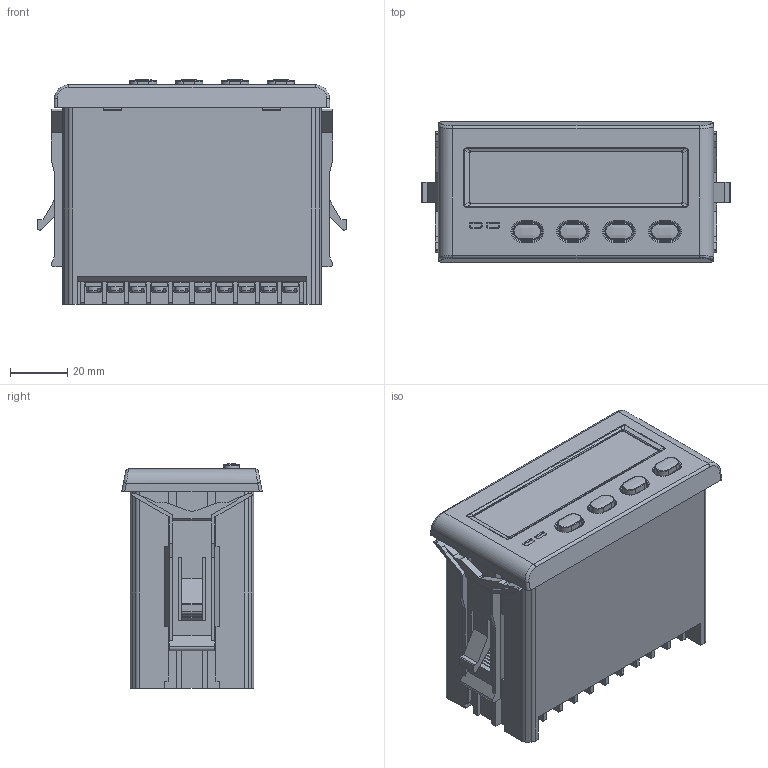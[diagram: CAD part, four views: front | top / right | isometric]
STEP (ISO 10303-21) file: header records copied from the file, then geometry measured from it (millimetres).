
FILE_DESCRIPTION (( 'STEP AP214' ), '1' );
FILE_NAME ('PA194I-5K1.STEP', '2019-02-22T02:10:20', ( 'User' ), ( 'china' ), 'SwSTEP 2.0', 'SolidWorks 2009', '' );
FILE_SCHEMA (( 'AUTOMOTIVE_DESIGN' ));
Length unit declared in the file: millimetre
Products named in the file (17): 3倰偌聽_Default; 5X1G前衬-BB_Default; 5X1G芵隴啣-CC; 5X1G珆尨啣-BB; 杅鎢奪(珨弇); 杅鎢奪; 5X1G狟啣_Default; 5X1G褲极; 5X1G奻啣_Default; 5X1G假蚾殤-B; 10郋諉盄翐; 蹟隊; 俔褐-殏俔_3ㄞ4郋; 螺钉-全螺纹_3; 揤え_3ㄞ4郋; PA194I-5K1
Assembly tree (28 placements, depth 4):
  PA194I-5K1
    5X1G褲极
    10郋諉盄翐
    5X1G狟啣_Default
    杅鎢奪
    杅鎢奪(珨弇)
    5X1G假蚾殤-B  x2
    10郋諉盄翐  x2
      蹟隊
        揤え_3ㄞ4郋
        螺钉-全螺纹_3
        俔褐-殏俔_3ㄞ4郋
      10郋諉盄翐
    5X1G珆尨啣-BB
    5X1G芵隴啣-CC
    5X1G前衬-BB_Default
    5X1G奻啣_Default
    3倰偌聽_Default
Bounding box: 107.8 x 49 x 78.26 mm (x, y, z)
Volume: 117360.9 mm3; surface area: 144910 mm2
Topology: 74 solids, 74 shells, 5561 faces, 15190 edges, 9841 vertices
Faces by surface type: plane 4398, cylinder 966, torus 79, cone 78, bspline 40
Entity records: 80599 total; most frequent: CARTESIAN_POINT 16157, ORIENTED_EDGE 13254, DIRECTION 12475, EDGE_CURVE 6627, VECTOR 5335, LINE 5335, VERTEX_POINT 4294, AXIS2_PLACEMENT_3D 3570
